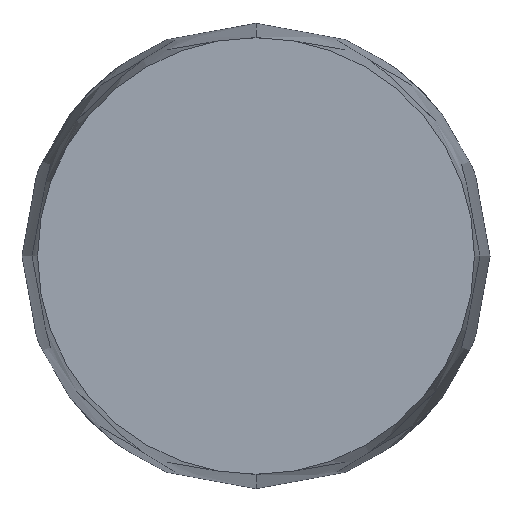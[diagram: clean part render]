
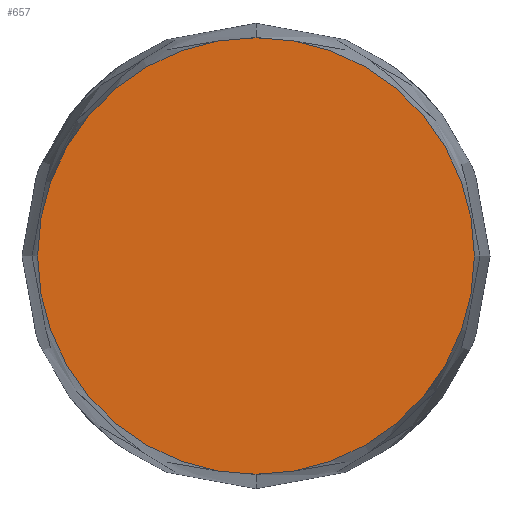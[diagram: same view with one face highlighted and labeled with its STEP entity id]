
A CAD part, front view. The second image highlights one B-rep face of the part: STEP entity #657.
In plain terms, the highlighted planar face has unit normal (0, -1, 0).
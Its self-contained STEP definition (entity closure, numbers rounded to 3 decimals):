
#113 = EDGE_CURVE ( 'NONE', #571, #568, #202, .T. ) ;
#144 = DIRECTION ( 'NONE',  ( 0., 1., 0. ) ) ;
#150 = FACE_OUTER_BOUND ( 'NONE', #369, .T. ) ;
#173 = DIRECTION ( 'NONE',  ( 0., 0., 1. ) ) ;
#180 = DIRECTION ( 'NONE',  ( 0., 1., 0. ) ) ;
#190 = DIRECTION ( 'NONE',  ( 0., 0., 1. ) ) ;
#200 = CARTESIAN_POINT ( 'NONE',  ( 0., -5., 2.8 ) ) ;
#202 = CIRCLE ( 'NONE', #702, 2.8 ) ;
#213 = DIRECTION ( 'NONE',  ( 0., 0., 1. ) ) ;
#237 = CARTESIAN_POINT ( 'NONE',  ( 0., -5., 0. ) ) ;
#264 = CIRCLE ( 'NONE', #536, 2.8 ) ;
#304 = CARTESIAN_POINT ( 'NONE',  ( 0., -5., -2.8 ) ) ;
#369 = EDGE_LOOP ( 'NONE', ( #591, #650 ) ) ;
#416 = AXIS2_PLACEMENT_3D ( 'NONE', #616, #719, #213 ) ;
#439 = PLANE ( 'NONE',  #416 ) ;
#504 = EDGE_CURVE ( 'NONE', #568, #571, #264, .T. ) ;
#536 = AXIS2_PLACEMENT_3D ( 'NONE', #237, #180, #173 ) ;
#568 = VERTEX_POINT ( 'NONE', #304 ) ;
#571 = VERTEX_POINT ( 'NONE', #200 ) ;
#591 = ORIENTED_EDGE ( 'NONE', *, *, #113, .F. ) ;
#616 = CARTESIAN_POINT ( 'NONE',  ( 0., -5., 0. ) ) ;
#650 = ORIENTED_EDGE ( 'NONE', *, *, #504, .F. ) ;
#657 = ADVANCED_FACE ( 'NONE', ( #150 ), #439, .F. ) ;
#688 = CARTESIAN_POINT ( 'NONE',  ( 0., -5., 0. ) ) ;
#702 = AXIS2_PLACEMENT_3D ( 'NONE', #688, #144, #190 ) ;
#719 = DIRECTION ( 'NONE',  ( 0., 1., 0. ) ) ;
